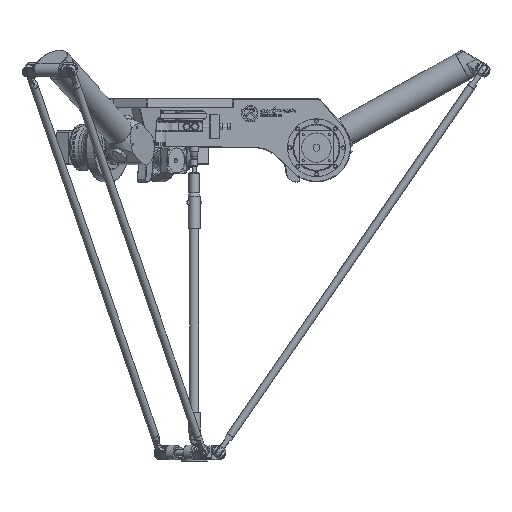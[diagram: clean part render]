
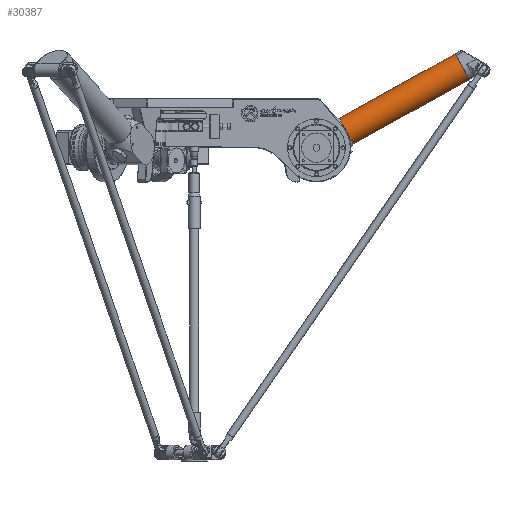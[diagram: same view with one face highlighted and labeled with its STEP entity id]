
A CAD part, front view. The second image highlights one B-rep face of the part: STEP entity #30387.
In plain terms, the highlighted cylindrical face has radius 30 mm (diameter 60 mm), a full revolution.
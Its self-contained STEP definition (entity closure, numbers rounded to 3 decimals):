
#926=FACE_BOUND('',#7485,.T.);
#2798=CIRCLE('',#33373,30.);
#2832=CIRCLE('',#33441,30.);
#2833=CIRCLE('',#33442,30.);
#3587=CYLINDRICAL_SURFACE('',#33440,30.);
#5149=FACE_OUTER_BOUND('',#7484,.T.);
#7484=EDGE_LOOP('',(#26009));
#7485=EDGE_LOOP('',(#26010,#26011));
#15139=VERTEX_POINT('',#57410);
#15173=VERTEX_POINT('',#57516);
#15174=VERTEX_POINT('',#57517);
#18879=EDGE_CURVE('',#15139,#15139,#2798,.T.);
#18917=EDGE_CURVE('',#15173,#15174,#2832,.T.);
#18918=EDGE_CURVE('',#15174,#15173,#2833,.T.);
#26009=ORIENTED_EDGE('',*,*,#18879,.T.);
#26010=ORIENTED_EDGE('',*,*,#18917,.T.);
#26011=ORIENTED_EDGE('',*,*,#18918,.T.);
#30387=ADVANCED_FACE('',(#5149,#926),#3587,.T.);
#33373=AXIS2_PLACEMENT_3D('',#57411,#40924,#40925);
#33440=AXIS2_PLACEMENT_3D('',#57515,#41062,#41063);
#33441=AXIS2_PLACEMENT_3D('',#57518,#41064,#41065);
#33442=AXIS2_PLACEMENT_3D('',#57519,#41066,#41067);
#40924=DIRECTION('center_axis',(0.,0.,-1.));
#40925=DIRECTION('ref_axis',(-1.,0.,0.));
#41062=DIRECTION('center_axis',(0.,0.,1.));
#41063=DIRECTION('ref_axis',(-1.,0.,0.));
#41064=DIRECTION('center_axis',(0.,0.,1.));
#41065=DIRECTION('ref_axis',(-1.,0.,0.));
#41066=DIRECTION('center_axis',(0.,0.,1.));
#41067=DIRECTION('ref_axis',(-1.,0.,0.));
#57410=CARTESIAN_POINT('',(0.,-30.,201.069));
#57411=CARTESIAN_POINT('Origin',(0.,0.,201.069));
#57515=CARTESIAN_POINT('Origin',(0.,0.,0.));
#57516=CARTESIAN_POINT('',(-30.,0.,-70.));
#57517=CARTESIAN_POINT('',(30.,0.,-70.));
#57518=CARTESIAN_POINT('Origin',(0.,0.,-70.));
#57519=CARTESIAN_POINT('Origin',(0.,0.,-70.));
